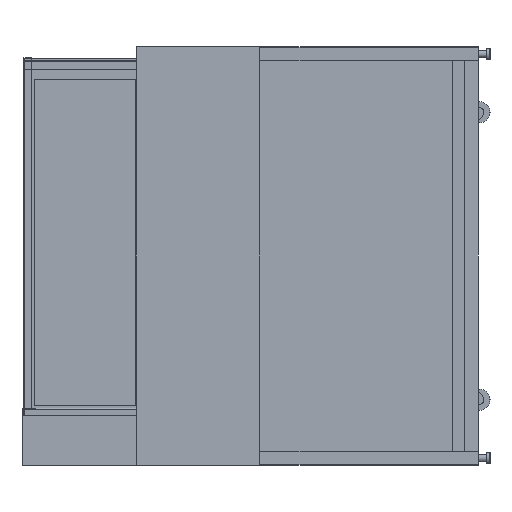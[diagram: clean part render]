
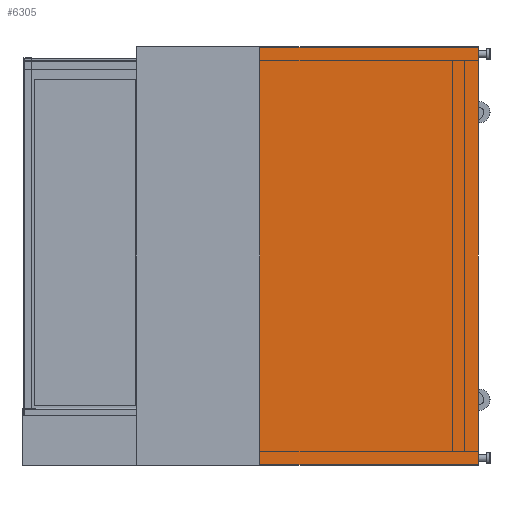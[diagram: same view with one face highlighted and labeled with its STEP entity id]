
A CAD part, left-side view. The second image highlights one B-rep face of the part: STEP entity #6305.
In plain terms, the highlighted planar face has unit normal (-1, 0, 0).
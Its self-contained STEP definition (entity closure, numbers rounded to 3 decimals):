
#315=FACE_OUTER_BOUND('',#714,.T.);
#714=EDGE_LOOP('',(#4367,#4368,#4369,#4370));
#1186=LINE('',#9244,#1972);
#1188=LINE('',#9248,#1974);
#1190=LINE('',#9252,#1976);
#1192=LINE('',#9255,#1978);
#1972=VECTOR('',#7437,10.);
#1974=VECTOR('',#7441,10.);
#1976=VECTOR('',#7445,10.);
#1978=VECTOR('',#7449,10.);
#2719=VERTEX_POINT('',#9241);
#2720=VERTEX_POINT('',#9243);
#2721=VERTEX_POINT('',#9247);
#2722=VERTEX_POINT('',#9251);
#3354=EDGE_CURVE('',#2720,#2719,#1186,.T.);
#3356=EDGE_CURVE('',#2721,#2720,#1188,.T.);
#3358=EDGE_CURVE('',#2722,#2721,#1190,.T.);
#3360=EDGE_CURVE('',#2719,#2722,#1192,.T.);
#4367=ORIENTED_EDGE('',*,*,#3360,.T.);
#4368=ORIENTED_EDGE('',*,*,#3358,.T.);
#4369=ORIENTED_EDGE('',*,*,#3356,.T.);
#4370=ORIENTED_EDGE('',*,*,#3354,.T.);
#5942=PLANE('',#6772);
#6305=ADVANCED_FACE('',(#315),#5942,.T.);
#6772=AXIS2_PLACEMENT_3D('',#9256,#7450,#7451);
#7437=DIRECTION('',(0.,-1.,0.));
#7441=DIRECTION('',(0.,0.,-1.));
#7445=DIRECTION('',(0.,1.,0.));
#7449=DIRECTION('',(0.,0.,1.));
#7450=DIRECTION('center_axis',(-1.,0.,0.));
#7451=DIRECTION('ref_axis',(0.,0.,1.));
#9241=CARTESIAN_POINT('',(-710.,-442.75,-330.));
#9243=CARTESIAN_POINT('',(-710.,-97.75,-330.));
#9244=CARTESIAN_POINT('',(-710.,-97.75,-330.));
#9247=CARTESIAN_POINT('',(-710.,-97.75,330.));
#9248=CARTESIAN_POINT('',(-710.,-97.75,330.));
#9251=CARTESIAN_POINT('',(-710.,-442.75,330.));
#9252=CARTESIAN_POINT('',(-710.,-442.75,330.));
#9255=CARTESIAN_POINT('',(-710.,-442.75,-329.));
#9256=CARTESIAN_POINT('Origin',(-710.,-270.25,0.));
